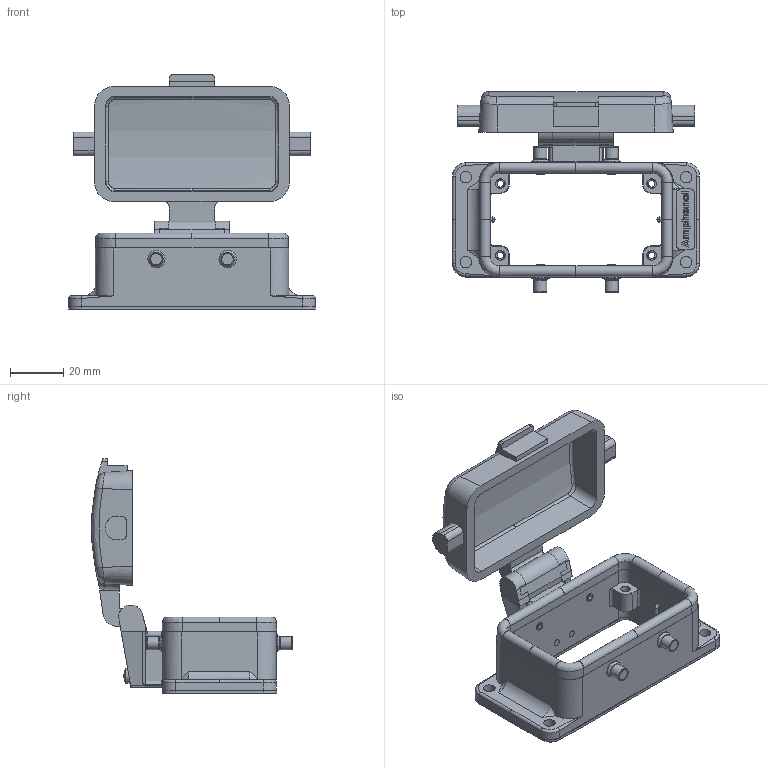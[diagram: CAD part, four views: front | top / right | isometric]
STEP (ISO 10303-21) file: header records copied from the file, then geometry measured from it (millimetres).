
FILE_DESCRIPTION(/* description */ (''),/* implementation_level */ '2;1');
FILE_NAME(/* name */ 'c146 10f010 002 1nxc001-02.stp',/* time_stamp */ '2021-10-18T11:14:39+02:00',/* author */ (''),/* organization */ (''),/* preprocessor_version */ 'ST-DEVELOPER v16.7',/* originating_system */ 'SIEMENS PLM Software NX 12.0',/* authorisation */ '');
FILE_SCHEMA (('AUTOMOTIVE_DESIGN { 1 0 10303 214 3 1 1 1 }'));
Length unit declared in the file: millimetre
Products named in the file (12): n 13 030 0004 1nxm001-02; c146 n05 040 e2nxm001-01; N 13 030 0002 1-05; n 06 080 0001 2nxm001-01; n 03 030 0015 7nxm001-04; c146 n01 011 e2nxm001-02; c146 n02 000 e2nxm001-03; n 06 073 0001nxm001-02; C146 G26 052 E1-01; c146 n05 040 g2nxm001-01; c146 10f010 002 1nxm001-02; c146 10f010 002 1nxc001-02
Assembly tree (15 placements, depth 4):
  c146 10f010 002 1nxc001-02
    c146 10f010 002 1nxm001-02
      C146 G26 052 E1-01
      n 06 073 0001nxm001-02
      c146 n05 040 g2nxm001-01
        c146 n05 040 e2nxm001-01
        n 13 030 0004 1nxm001-02
      c146 n02 000 e2nxm001-03
      c146 n01 011 e2nxm001-02
      n 03 030 0015 7nxm001-04  x2
      n 06 080 0001 2nxm001-01
      N 13 030 0002 1-05  x4
Bounding box: 93 x 75.48 x 88.16 mm (x, y, z)
Volume: 88988.5 mm3; surface area: 58591.7 mm2
Topology: 12 solids, 12 shells, 1247 faces, 3294 edges, 2107 vertices
Faces by surface type: plane 528, bspline 398, cylinder 231, cone 40, torus 28, revolution 12, extrusion 6, sphere 4
Full cylindrical faces by diameter (mm): 2.5 x8, 2.6 x2, 2.693 x2, 2.95 x4, 3 x6, 4 x3, 4.3 x8, 4.5 x8, 4.9 x8, 5.6 x2, 6.5 x4
Entity records: 46788 total; most frequent: CARTESIAN_POINT 12232, ORIENTED_EDGE 5972, DIRECTION 5140, EDGE_CURVE 2986, VERTEX_POINT 1955, AXIS2_PLACEMENT_3D 1711, VECTOR 1706, LINE 1700
